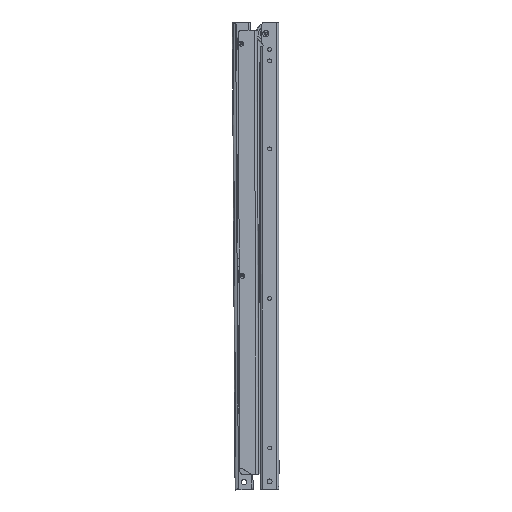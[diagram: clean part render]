
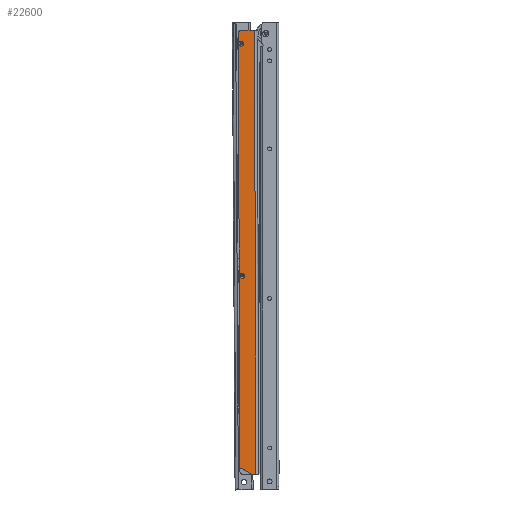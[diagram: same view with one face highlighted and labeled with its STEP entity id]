
A CAD part, left-side view. The second image highlights one B-rep face of the part: STEP entity #22600.
In plain terms, the highlighted planar face has unit normal (-1, 0, 0).
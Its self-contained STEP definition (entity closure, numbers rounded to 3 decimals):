
#909 = ORIENTED_EDGE ( 'NONE', *, *, #39235, .T. ) ;
#1269 = VECTOR ( 'NONE', #3822, 1000. ) ;
#1704 = FACE_OUTER_BOUND ( 'NONE', #48747, .T. ) ;
#2116 = CARTESIAN_POINT ( 'NONE',  ( -7.5, 18.1, -315. ) ) ;
#2616 = CARTESIAN_POINT ( 'NONE',  ( -7.5, 18.1, -17. ) ) ;
#3243 = AXIS2_PLACEMENT_3D ( 'NONE', #51506, #4025, #10002 ) ;
#3822 = DIRECTION ( 'NONE',  ( 0., 0.866, 0.5 ) ) ;
#4025 = DIRECTION ( 'NONE',  ( 1., 0., 0. ) ) ;
#8893 = ORIENTED_EDGE ( 'NONE', *, *, #27611, .T. ) ;
#10002 = DIRECTION ( 'NONE',  ( 0., -1., 0. ) ) ;
#11545 = DIRECTION ( 'NONE',  ( -1., 0., 0. ) ) ;
#12659 = CIRCLE ( 'NONE', #49634, 3.2 ) ;
#12968 = FACE_BOUND ( 'NONE', #15952, .T. ) ;
#13637 = EDGE_CURVE ( 'NONE', #45520, #43949, #31171, .T. ) ;
#13856 = EDGE_CURVE ( 'NONE', #67574, #68898, #67600, .T. ) ;
#15927 = LINE ( 'NONE', #41225, #57826 ) ;
#15952 = EDGE_LOOP ( 'NONE', ( #43122, #43196 ) ) ;
#17782 = DIRECTION ( 'NONE',  ( 0., -1., 0. ) ) ;
#17926 = DIRECTION ( 'NONE',  ( 1., 0., 0. ) ) ;
#17945 = AXIS2_PLACEMENT_3D ( 'NONE', #33680, #17926, #23889 ) ;
#18250 = CARTESIAN_POINT ( 'NONE',  ( -7.5, 21.9, -4. ) ) ;
#18522 = FACE_BOUND ( 'NONE', #62596, .T. ) ;
#19609 = VECTOR ( 'NONE', #31351, 1000. ) ;
#19780 = AXIS2_PLACEMENT_3D ( 'NONE', #23084, #11545, #55456 ) ;
#20193 = CIRCLE ( 'NONE', #17945, 3.2 ) ;
#20487 = ORIENTED_EDGE ( 'NONE', *, *, #36965, .F. ) ;
#22600 = ADVANCED_FACE ( 'NONE', ( #18522, #12968, #1704 ), #55100, .T. ) ;
#23046 = CARTESIAN_POINT ( 'NONE',  ( -7.5, 18.1, -311.8 ) ) ;
#23084 = CARTESIAN_POINT ( 'NONE',  ( -7.5, 21.9, -570. ) ) ;
#23630 = DIRECTION ( 'NONE',  ( 1., 0., 0. ) ) ;
#23889 = DIRECTION ( 'NONE',  ( 0., -1., 0. ) ) ;
#24679 = EDGE_CURVE ( 'NONE', #43949, #49211, #38747, .T. ) ;
#25320 = LINE ( 'NONE', #57338, #51016 ) ;
#26338 = EDGE_CURVE ( 'NONE', #68898, #67574, #41368, .T. ) ;
#27611 = EDGE_CURVE ( 'NONE', #51802, #54855, #20193, .T. ) ;
#28394 = DIRECTION ( 'NONE',  ( 0., -1., 0. ) ) ;
#29601 = DIRECTION ( 'NONE',  ( 0., -1., 0. ) ) ;
#31171 = LINE ( 'NONE', #51299, #1269 ) ;
#31351 = DIRECTION ( 'NONE',  ( 0., 0., 1. ) ) ;
#32258 = VECTOR ( 'NONE', #33118, 1000. ) ;
#33118 = DIRECTION ( 'NONE',  ( 0., 0., 1. ) ) ;
#33680 = CARTESIAN_POINT ( 'NONE',  ( -7.5, 18.1, -315. ) ) ;
#33753 = AXIS2_PLACEMENT_3D ( 'NONE', #2616, #23630, #29601 ) ;
#34553 = DIRECTION ( 'NONE',  ( 0., -1., 0. ) ) ;
#35601 = AXIS2_PLACEMENT_3D ( 'NONE', #44119, #49438, #17782 ) ;
#36284 = CARTESIAN_POINT ( 'NONE',  ( -7.5, 6.783, -570. ) ) ;
#36495 = VERTEX_POINT ( 'NONE', #46653 ) ;
#36965 = EDGE_CURVE ( 'NONE', #59950, #52549, #25320, .T. ) ;
#37402 = CARTESIAN_POINT ( 'NONE',  ( -7.5, 1.225, 0. ) ) ;
#37996 = LINE ( 'NONE', #64812, #19609 ) ;
#38747 = LINE ( 'NONE', #60252, #32258 ) ;
#39235 = EDGE_CURVE ( 'NONE', #36495, #52549, #37996, .T. ) ;
#41225 = CARTESIAN_POINT ( 'NONE',  ( -7.5, 21.9, -570. ) ) ;
#41368 = CIRCLE ( 'NONE', #3243, 3.2 ) ;
#43122 = ORIENTED_EDGE ( 'NONE', *, *, #26338, .T. ) ;
#43196 = ORIENTED_EDGE ( 'NONE', *, *, #13856, .T. ) ;
#43730 = CARTESIAN_POINT ( 'NONE',  ( -7.5, 17.9, 0. ) ) ;
#43949 = VERTEX_POINT ( 'NONE', #46270 ) ;
#44119 = CARTESIAN_POINT ( 'NONE',  ( -7.5, 17.9, -4. ) ) ;
#45520 = VERTEX_POINT ( 'NONE', #36284 ) ;
#46270 = CARTESIAN_POINT ( 'NONE',  ( -7.5, 21.9, -561.272 ) ) ;
#46653 = CARTESIAN_POINT ( 'NONE',  ( -7.5, 1.225, -570. ) ) ;
#48680 = ORIENTED_EDGE ( 'NONE', *, *, #62975, .T. ) ;
#48747 = EDGE_LOOP ( 'NONE', ( #68604, #48680, #909, #20487, #62632, #67899 ) ) ;
#48831 = DIRECTION ( 'NONE',  ( 1., 0., 0. ) ) ;
#49140 = CIRCLE ( 'NONE', #35601, 4. ) ;
#49211 = VERTEX_POINT ( 'NONE', #18250 ) ;
#49217 = CARTESIAN_POINT ( 'NONE',  ( -7.5, 18.1, -13.8 ) ) ;
#49438 = DIRECTION ( 'NONE',  ( -1., 0., 0. ) ) ;
#49634 = AXIS2_PLACEMENT_3D ( 'NONE', #2116, #48831, #28394 ) ;
#51016 = VECTOR ( 'NONE', #34553, 1000. ) ;
#51299 = CARTESIAN_POINT ( 'NONE',  ( -7.5, 18.121, -563.454 ) ) ;
#51506 = CARTESIAN_POINT ( 'NONE',  ( -7.5, 18.1, -17. ) ) ;
#51802 = VERTEX_POINT ( 'NONE', #23046 ) ;
#52239 = EDGE_CURVE ( 'NONE', #54855, #51802, #12659, .T. ) ;
#52328 = CARTESIAN_POINT ( 'NONE',  ( -7.5, 18.1, -20.2 ) ) ;
#52549 = VERTEX_POINT ( 'NONE', #37402 ) ;
#54509 = ORIENTED_EDGE ( 'NONE', *, *, #52239, .T. ) ;
#54855 = VERTEX_POINT ( 'NONE', #59075 ) ;
#55100 = PLANE ( 'NONE',  #19780 ) ;
#55456 = DIRECTION ( 'NONE',  ( 0., -1., 0. ) ) ;
#57338 = CARTESIAN_POINT ( 'NONE',  ( -7.5, 21.9, 0. ) ) ;
#57826 = VECTOR ( 'NONE', #58802, 1000. ) ;
#58802 = DIRECTION ( 'NONE',  ( 0., -1., 0. ) ) ;
#59075 = CARTESIAN_POINT ( 'NONE',  ( -7.5, 18.1, -318.2 ) ) ;
#59950 = VERTEX_POINT ( 'NONE', #43730 ) ;
#60252 = CARTESIAN_POINT ( 'NONE',  ( -7.5, 21.9, -570. ) ) ;
#62596 = EDGE_LOOP ( 'NONE', ( #8893, #54509 ) ) ;
#62632 = ORIENTED_EDGE ( 'NONE', *, *, #65738, .T. ) ;
#62975 = EDGE_CURVE ( 'NONE', #45520, #36495, #15927, .T. ) ;
#64812 = CARTESIAN_POINT ( 'NONE',  ( -7.5, 1.225, -570. ) ) ;
#65738 = EDGE_CURVE ( 'NONE', #59950, #49211, #49140, .T. ) ;
#67574 = VERTEX_POINT ( 'NONE', #52328 ) ;
#67600 = CIRCLE ( 'NONE', #33753, 3.2 ) ;
#67899 = ORIENTED_EDGE ( 'NONE', *, *, #24679, .F. ) ;
#68604 = ORIENTED_EDGE ( 'NONE', *, *, #13637, .F. ) ;
#68898 = VERTEX_POINT ( 'NONE', #49217 ) ;
